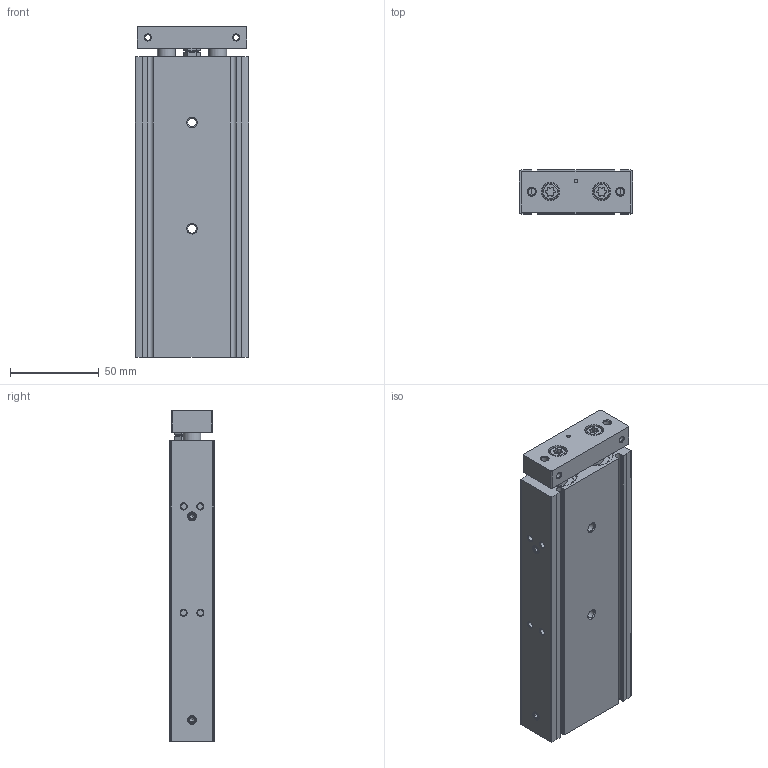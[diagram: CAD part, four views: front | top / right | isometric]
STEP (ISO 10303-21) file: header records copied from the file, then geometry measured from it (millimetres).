
FILE_DESCRIPTION(/* description */ ('STEP AP214'),/* implementation_level */ '2;1');
FILE_NAME(/* name */ '8100616_DGTZ-GF-20-100-P-A',/* time_stamp */ '2024-08-16T08:54:33+02:00',/* author */ ('License CC BY-ND 4.0'),/* organization */ ('CADENAS'),/* preprocessor_version */ 'ST-DEVELOPER v19.3',/* originating_system */ 'PARTsolutions',/* authorisation */ ' ');
FILE_SCHEMA (('AUTOMOTIVE_DESIGN {1 0 10303 214 3 1 1}'));
Length unit declared in the file: millimetre
Products named in the file (6): 8100616 DGTZ-GF-20-100-P-A-100---(high0); 8116415 DGTZ-GF-20-100---(high_z); 8116415 DGTZ-GF-20-100---(high_k); DIN-439-B - M5(F); Hexagon bolt DIN 933 - M5x18; ISO-4026 M5x5
Assembly tree (6 placements, depth 2):
  8100616 DGTZ-GF-20-100-P-A-100---(high0)
    8116415 DGTZ-GF-20-100---(high_z)
    8116415 DGTZ-GF-20-100---(high_k)
    DIN-439-B - M5(F)
    Hexagon bolt DIN 933 - M5x18
    ISO-4026 M5x5  x2
Bounding box: 64 x 25 x 186.5 mm (x, y, z)
Volume: 227091.7 mm3; surface area: 77459.9 mm2
Topology: 6 solids, 6 shells, 308 faces, 667 edges, 415 vertices
Faces by surface type: plane 122, cylinder 117, cone 60, torus 9
Full cylindrical faces by diameter (mm): 2 x1, 3.242 x12, 4.134 x8, 4.917 x2, 5 x3, 5.5 x2, 6.88 x1, 8 x1, 9.5 x2, 9.8 x1, 10 x4, 10.5 x2, 11 x2, 17.2 x4, 20 x4, 21 x4
Entity records: 8049 total; most frequent: CARTESIAN_POINT 1364, DIRECTION 1356, ORIENTED_EDGE 1026, AXIS2_PLACEMENT_3D 586, EDGE_CURVE 513, FACE_BOUND 449, EDGE_LOOP 448, VERTEX_POINT 386
